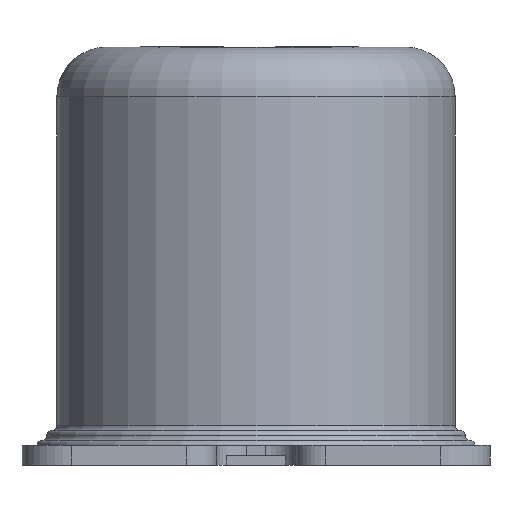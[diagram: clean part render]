
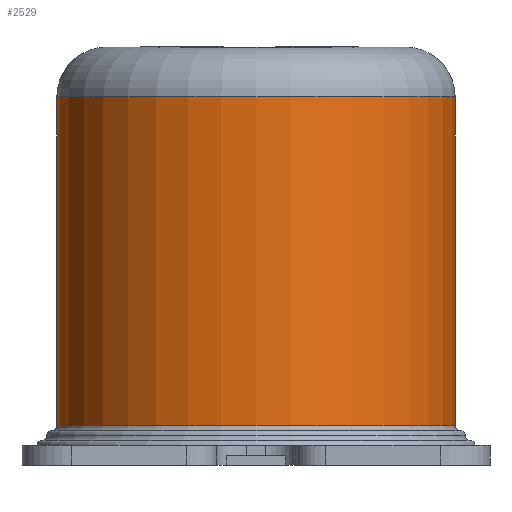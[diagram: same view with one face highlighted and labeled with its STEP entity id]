
A CAD part, left-side view. The second image highlights one B-rep face of the part: STEP entity #2529.
In plain terms, the highlighted cylindrical face has radius 2 mm (diameter 4 mm), a partial arc.
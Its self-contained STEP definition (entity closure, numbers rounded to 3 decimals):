
#2529 = ADVANCED_FACE('',(#2530),#2566,.T.);
#2530 = FACE_BOUND('',#2531,.T.);
#2531 = EDGE_LOOP('',(#2532,#2542,#2551,#2559));
#2532 = ORIENTED_EDGE('',*,*,#2533,.T.);
#2533 = EDGE_CURVE('',#2534,#2536,#2538,.T.);
#2534 = VERTEX_POINT('',#2535);
#2535 = CARTESIAN_POINT('',(-3.15,2.103,3.7));
#2536 = VERTEX_POINT('',#2537);
#2537 = CARTESIAN_POINT('',(-3.15,2.103,0.4));
#2538 = LINE('',#2539,#2540);
#2539 = CARTESIAN_POINT('',(-3.15,2.103,4.2));
#2540 = VECTOR('',#2541,1.);
#2541 = DIRECTION('',(-0.,0.,-1.));
#2542 = ORIENTED_EDGE('',*,*,#2543,.T.);
#2543 = EDGE_CURVE('',#2536,#2544,#2546,.T.);
#2544 = VERTEX_POINT('',#2545);
#2545 = CARTESIAN_POINT('',(-3.15,-1.898,0.4));
#2546 = CIRCLE('',#2547,2.);
#2547 = AXIS2_PLACEMENT_3D('',#2548,#2549,#2550);
#2548 = CARTESIAN_POINT('',(-3.15,0.103,0.4));
#2549 = DIRECTION('',(-0.,0.,1.));
#2550 = DIRECTION('',(0.,-1.,0.));
#2551 = ORIENTED_EDGE('',*,*,#2552,.F.);
#2552 = EDGE_CURVE('',#2553,#2544,#2555,.T.);
#2553 = VERTEX_POINT('',#2554);
#2554 = CARTESIAN_POINT('',(-3.15,-1.898,3.7));
#2555 = LINE('',#2556,#2557);
#2556 = CARTESIAN_POINT('',(-3.15,-1.898,4.2));
#2557 = VECTOR('',#2558,1.);
#2558 = DIRECTION('',(-0.,0.,-1.));
#2559 = ORIENTED_EDGE('',*,*,#2560,.T.);
#2560 = EDGE_CURVE('',#2553,#2534,#2561,.T.);
#2561 = CIRCLE('',#2562,2.);
#2562 = AXIS2_PLACEMENT_3D('',#2563,#2564,#2565);
#2563 = CARTESIAN_POINT('',(-3.15,0.103,3.7));
#2564 = DIRECTION('',(-0.,0.,-1.));
#2565 = DIRECTION('',(0.,-1.,0.));
#2566 = CYLINDRICAL_SURFACE('',#2567,2.);
#2567 = AXIS2_PLACEMENT_3D('',#2568,#2569,#2570);
#2568 = CARTESIAN_POINT('',(-3.15,0.103,4.2));
#2569 = DIRECTION('',(-0.,0.,-1.));
#2570 = DIRECTION('',(0.,1.,0.));
